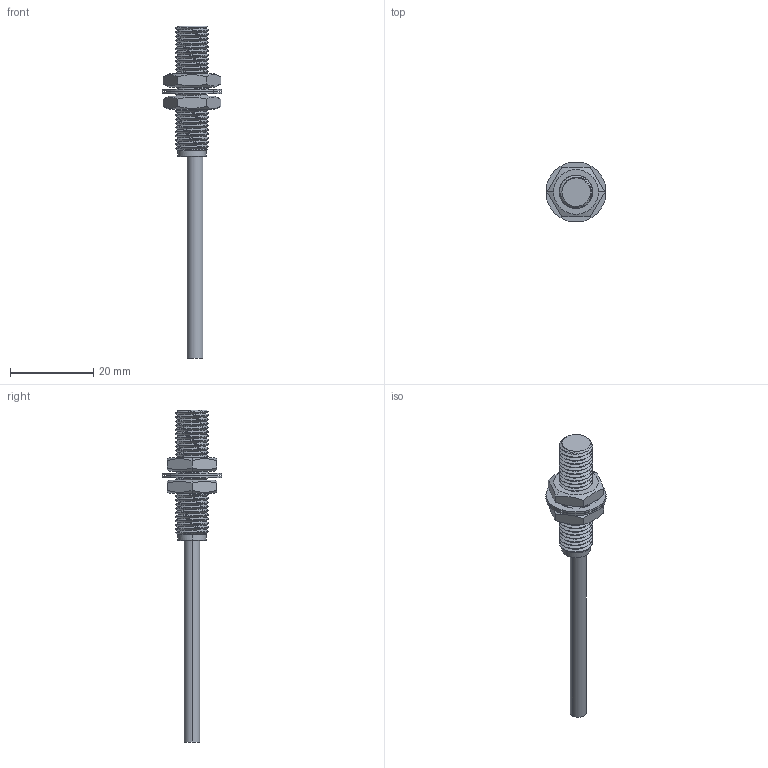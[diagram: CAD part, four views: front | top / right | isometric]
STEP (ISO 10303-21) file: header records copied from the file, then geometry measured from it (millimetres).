
FILE_DESCRIPTION (( 'STEP AP203' ), '1' );
FILE_NAME ('I830F2XX.STEP', '2025-11-26T05:51:23', ( 'User' ), ( 'China' ), 'SwSTEP 2.0', 'SolidWorks 2016', '' );
FILE_SCHEMA (( 'CONFIG_CONTROL_DESIGN' ));
Length unit declared in the file: millimetre
Products named in the file (1): I830F2XX
Bounding box: 14.44 x 14.44 x 80 mm (x, y, z)
Volume: 2484.3 mm3; surface area: 3058.2 mm2
Topology: 5 solids, 5 shells, 244 faces, 682 edges, 450 vertices
Faces by surface type: cylinder 152, plane 74, cone 8, sphere 8, bspline 2
Entity records: 16247 total; most frequent: CARTESIAN_POINT 10283, ORIENTED_EDGE 1364, DIRECTION 1030, EDGE_CURVE 682, VERTEX_POINT 450, AXIS2_PLACEMENT_3D 359, LINE 312, VECTOR 312
